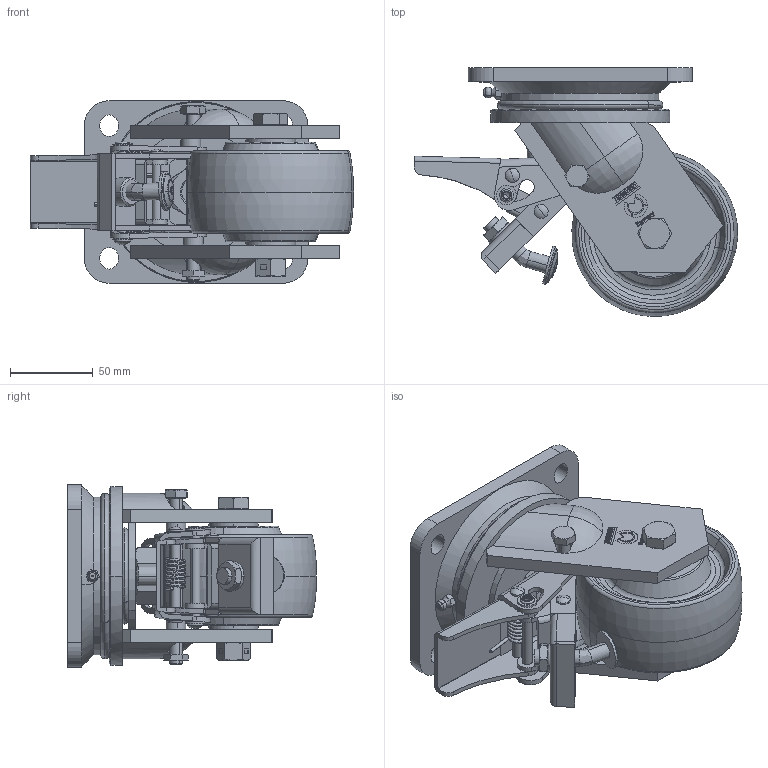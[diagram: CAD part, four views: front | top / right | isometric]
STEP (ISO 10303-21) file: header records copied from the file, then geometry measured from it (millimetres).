
FILE_DESCRIPTION (( 'STEP AP214' ), '1' );
FILE_NAME ('0017312.step', '2021-09-06T10:54:01', ( 'Windows-Benutzer' ), ( '' ), 'SwSTEP 2.0', 'SolidWorks 2020', '' );
FILE_SCHEMA (( 'AUTOMOTIVE_DESIGN' ));
Length unit declared in the file: millimetre
Products named in the file (1): 0017312
Bounding box: 194.87 x 149.95 x 110 mm (x, y, z)
Volume: 871761.8 mm3; surface area: 243559.4 mm2
Topology: 45 solids, 45 shells, 1300 faces, 3178 edges, 2024 vertices
Faces by surface type: plane 532, cylinder 303, bspline 230, torus 116, cone 113, sphere 6
Entity records: 61510 total; most frequent: CARTESIAN_POINT 17494, ORIENTED_EDGE 6326, DIRECTION 5481, EDGE_CURVE 3163, VERTEX_POINT 2023, AXIS2_PLACEMENT_3D 1951, VECTOR 1579, LINE 1579
